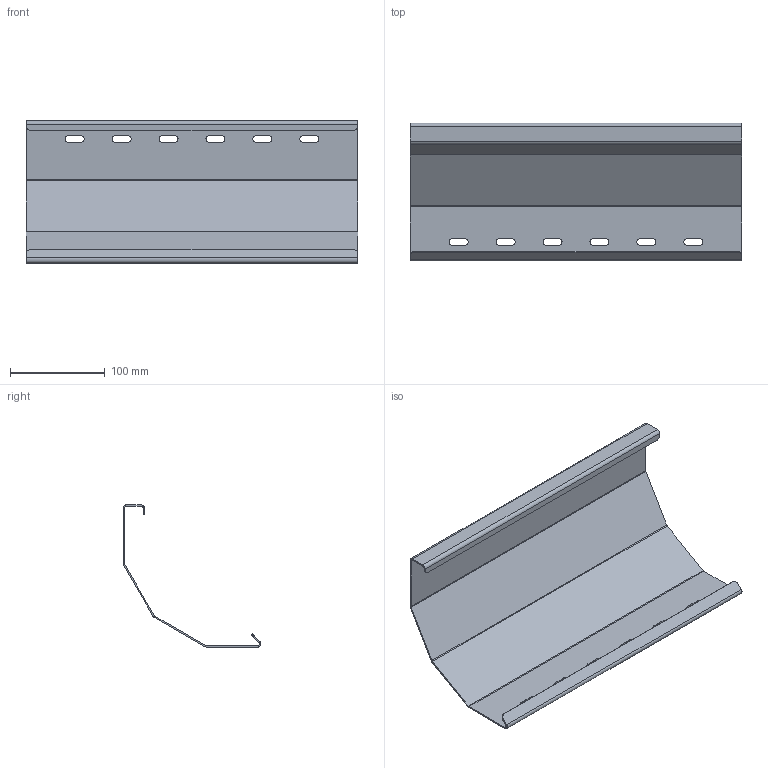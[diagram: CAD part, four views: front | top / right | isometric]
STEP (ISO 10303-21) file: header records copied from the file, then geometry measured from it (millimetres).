
FILE_DESCRIPTION (( 'STEP AP203' ), '1' );
FILE_NAME ('LE-SK00-400 LESTA Ñïóñê êàáåëÿ ëåñòí. îñí. 400ìì IEK.STEP', '2023-03-23T06:17:15', ( '' ), ( '' ), 'SwSTEP 2.0', 'SolidWorks 2022', '' );
FILE_SCHEMA (( 'CONFIG_CONTROL_DESIGN' ));
Length unit declared in the file: millimetre
Products named in the file (1): LE-SK00-400 LESTA Спуск кабеля лестн. осн. 400мм IEK
Bounding box: 350 x 145.04 x 150 mm (x, y, z)
Volume: 149198.8 mm3; surface area: 201698.8 mm2
Topology: 1 solids, 1 shells, 106 faces, 264 edges, 160 vertices
Faces by surface type: plane 66, cylinder 40
Entity records: 3229 total; most frequent: DIRECTION 558, CARTESIAN_POINT 531, ORIENTED_EDGE 528, EDGE_CURVE 264, AXIS2_PLACEMENT_3D 187, LINE 184, VECTOR 184, VERTEX_POINT 160
